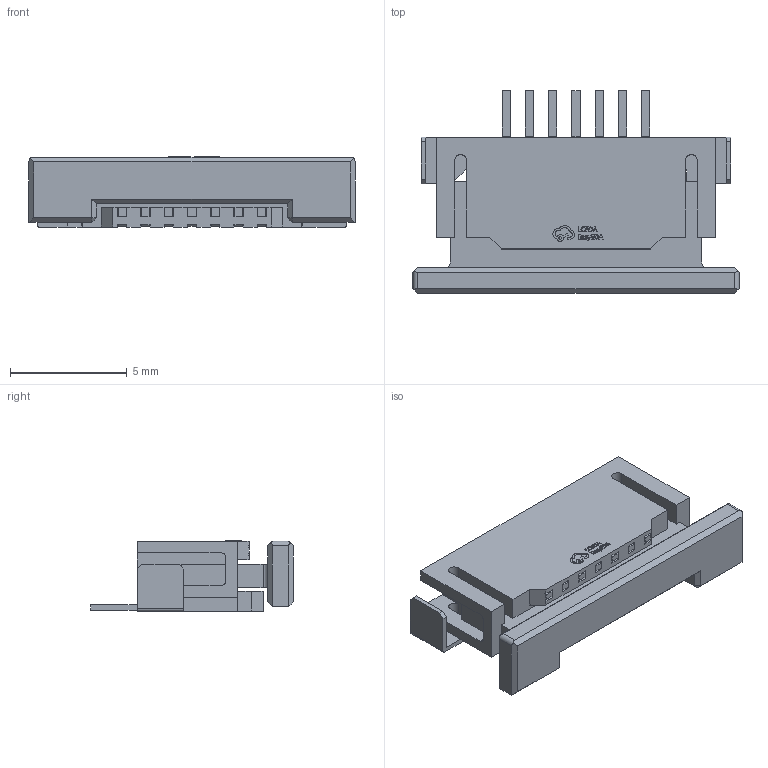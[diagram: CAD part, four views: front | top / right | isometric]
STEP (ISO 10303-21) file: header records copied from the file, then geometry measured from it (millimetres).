
FILE_DESCRIPTION (( 'STEP AP214' ), '1' );
FILE_NAME ('FFC-SMD_7P-P1.00_522710769.step', '2022-06-24T02:11:22', ( '' ), ( '' ), 'SwSTEP 2.0', 'SolidWorks 2020', '' );
FILE_SCHEMA (( 'AUTOMOTIVE_DESIGN' ));
Length unit declared in the file: millimetre
Products named in the file (1): FFC-SMD_7P-P1.00_522710769
Bounding box: 14 x 8.7 x 3.01 mm (x, y, z)
Volume: 180.3 mm3; surface area: 595.7 mm2
Topology: 8 solids, 8 shells, 553 faces, 1630 edges, 1092 vertices
Faces by surface type: plane 409, bspline 98, cylinder 46
Entity records: 25117 total; most frequent: CARTESIAN_POINT 4802, ORIENTED_EDGE 3260, DIRECTION 2408, EDGE_CURVE 1630, LINE 1320, VECTOR 1320, VERTEX_POINT 1092, EDGE_LOOP 588
